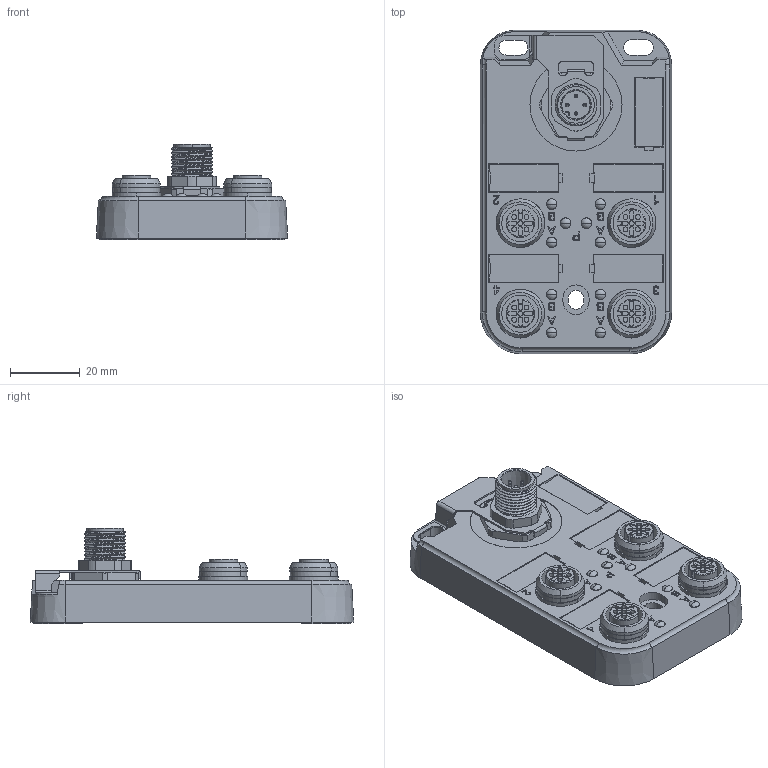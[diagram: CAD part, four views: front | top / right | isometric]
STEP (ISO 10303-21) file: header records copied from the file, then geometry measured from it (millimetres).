
FILE_DESCRIPTION(/* description */ (''),/* implementation_level */ '2;1');
FILE_NAME(/* name */ 'CAD_AD_LKHA-8DIO-M12_V1.0_stp.stp',/* time_stamp */ '2025-11-04T17:21:48+08:00',/* author */ (''),/* organization */ (''),/* preprocessor_version */ 'ST-DEVELOPER v16',/* originating_system */ 'SIEMENS PLM Software NX 10.0',/* authorisation */ '');
FILE_SCHEMA (('AUTOMOTIVE_DESIGN { 1 0 10303 214 3 1 1 1 }'));
Products named in the file (1): chan5428D1646mt1
Bounding box: 55 x 93 x 27.5 mm (x, y, z)
Volume: 60386.3 mm3; surface area: 21316.1 mm2
Topology: 1 solids, 14 shells, 2661 faces, 7619 edges, 5107 vertices
Faces by surface type: plane 2122, cylinder 361, cone 90, torus 38, sphere 30, bspline 20
Entity records: 93118 total; most frequent: CARTESIAN_POINT 20379, ORIENTED_EDGE 15182, DIRECTION 13798, EDGE_CURVE 7591, LINE 6178, VECTOR 6178, VERTEX_POINT 5107, AXIS2_PLACEMENT_3D 3810
